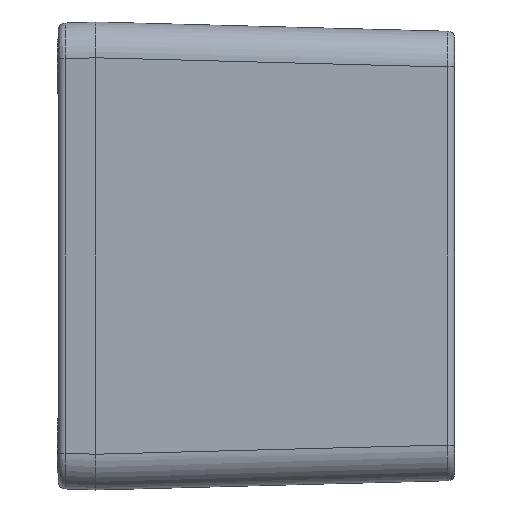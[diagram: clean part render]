
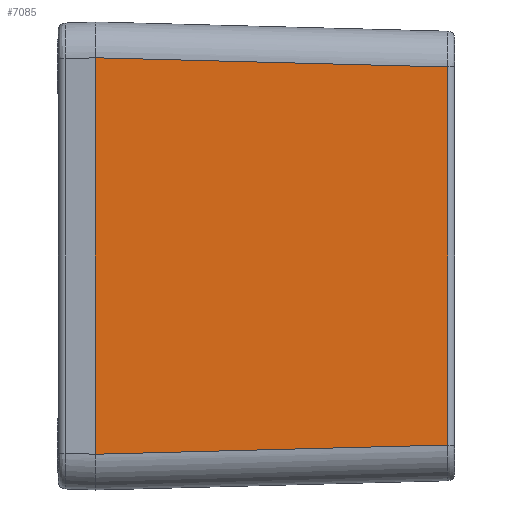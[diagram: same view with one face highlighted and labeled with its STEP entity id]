
A CAD part, left-side view. The second image highlights one B-rep face of the part: STEP entity #7085.
In plain terms, the highlighted planar face has unit normal (-1, -0.026, 0).
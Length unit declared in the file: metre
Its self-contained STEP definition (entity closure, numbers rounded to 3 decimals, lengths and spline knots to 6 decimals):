
#6820=CARTESIAN_POINT('',(-0.056411,-0.049226,0.026413));
#6821=VERTEX_POINT('',#6820);
#6845=CARTESIAN_POINT('',(-0.056411,-0.049226,-0.026413));
#6846=VERTEX_POINT('',#6845);
#6856=CARTESIAN_POINT('',(-0.056411,-0.049226,-0.026413));
#6857=DIRECTION('',(0.0,0.0,1.0));
#6858=VECTOR('',#6857,0.052825);
#6859=LINE('',#6856,#6858);
#6860=EDGE_CURVE('',#6846,#6821,#6859,.T.);
#7042=CARTESIAN_POINT('',(-0.0577,0.0,0.027702));
#7043=VERTEX_POINT('',#7042);
#7044=CARTESIAN_POINT('',(-0.056411,-0.049226,0.026413));
#7045=DIRECTION('',(-0.026,0.999,0.026));
#7046=VECTOR('',#7045,0.04926);
#7047=LINE('',#7044,#7046);
#7048=EDGE_CURVE('',#6821,#7043,#7047,.T.);
#7062=CARTESIAN_POINT('',(-0.0577,0.0,-0.0327));
#7063=DIRECTION('',(-1.,-0.026,0.));
#7064=DIRECTION('',(0.0,0.0,1.0));
#7065=AXIS2_PLACEMENT_3D('',#7062,#7063,#7064);
#7066=PLANE('',#7065);
#7067=CARTESIAN_POINT('',(-0.0577,0.0,-0.027702));
#7068=VERTEX_POINT('',#7067);
#7069=CARTESIAN_POINT('',(-0.056411,-0.049226,-0.026413));
#7070=DIRECTION('',(-0.026,0.999,-0.026));
#7071=VECTOR('',#7070,0.04926);
#7072=LINE('',#7069,#7071);
#7073=EDGE_CURVE('',#7068,#6846,#7072,.F.);
#7074=ORIENTED_EDGE('',*,*,#7073,.T.);
#7075=ORIENTED_EDGE('',*,*,#6860,.T.);
#7076=ORIENTED_EDGE('',*,*,#7048,.T.);
#7077=CARTESIAN_POINT('',(-0.0577,0.0,-0.027702));
#7078=DIRECTION('',(0.0,0.0,1.0));
#7079=VECTOR('',#7078,0.055403);
#7080=LINE('',#7077,#7079);
#7081=EDGE_CURVE('',#7068,#7043,#7080,.T.);
#7082=ORIENTED_EDGE('',*,*,#7081,.F.);
#7083=EDGE_LOOP('',(#7074,#7075,#7076,#7082));
#7084=FACE_OUTER_BOUND('',#7083,.T.);
#7085=ADVANCED_FACE('',(#7084),#7066,.T.);
